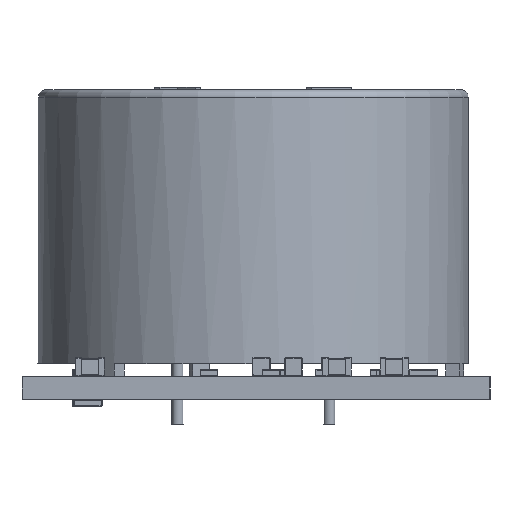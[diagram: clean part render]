
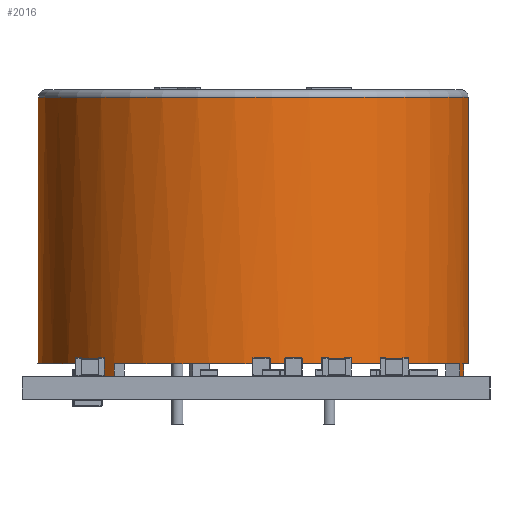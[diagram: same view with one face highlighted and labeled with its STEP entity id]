
A CAD part, left-side view. The second image highlights one B-rep face of the part: STEP entity #2016.
In plain terms, the highlighted cylindrical face has radius 15.1 mm (diameter 30.2 mm), a full revolution.
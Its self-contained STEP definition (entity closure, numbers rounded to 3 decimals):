
#1987 = VERTEX_POINT('',#1988);
#1988 = CARTESIAN_POINT('',(0.002,9.31,-15.101));
#1995 = EDGE_CURVE('',#1987,#1996,#1998,.T.);
#1996 = VERTEX_POINT('',#1997);
#1997 = CARTESIAN_POINT('',(-15.098,9.31,-0.001));
#1998 = CIRCLE('',#1999,15.1);
#1999 = AXIS2_PLACEMENT_3D('',#2000,#2001,#2002);
#2000 = CARTESIAN_POINT('',(0.002,9.31,-0.001));
#2001 = DIRECTION('',(-0.,1.,0.));
#2002 = DIRECTION('',(1.,0.,0.));
#2004 = EDGE_CURVE('',#1996,#1987,#2005,.T.);
#2005 = CIRCLE('',#2006,15.1);
#2006 = AXIS2_PLACEMENT_3D('',#2007,#2008,#2009);
#2007 = CARTESIAN_POINT('',(0.002,9.31,-0.001));
#2008 = DIRECTION('',(-0.,1.,0.));
#2009 = DIRECTION('',(1.,0.,0.));
#2016 = ADVANCED_FACE('',(#2017),#2139,.T.);
#2017 = FACE_BOUND('',#2018,.T.);
#2018 = EDGE_LOOP('',(#2019,#2020,#2028,#2037,#2045,#2054,#2062,#2071,
    #2079,#2088,#2096,#2105,#2113,#2122,#2130,#2137,#2138));
#2019 = ORIENTED_EDGE('',*,*,#2004,.F.);
#2020 = ORIENTED_EDGE('',*,*,#2021,.T.);
#2021 = EDGE_CURVE('',#1996,#2022,#2024,.T.);
#2022 = VERTEX_POINT('',#2023);
#2023 = CARTESIAN_POINT('',(-15.098,-10.24,-0.001));
#2024 = LINE('',#2025,#2026);
#2025 = CARTESIAN_POINT('',(-15.098,7.86,-0.001));
#2026 = VECTOR('',#2027,1.);
#2027 = DIRECTION('',(0.,-1.,0.));
#2028 = ORIENTED_EDGE('',*,*,#2029,.F.);
#2029 = EDGE_CURVE('',#2030,#2022,#2032,.T.);
#2030 = VERTEX_POINT('',#2031);
#2031 = CARTESIAN_POINT('',(-15.046,-10.24,1.249));
#2032 = CIRCLE('',#2033,15.1);
#2033 = AXIS2_PLACEMENT_3D('',#2034,#2035,#2036);
#2034 = CARTESIAN_POINT('',(0.002,-10.24,
    -0.001));
#2035 = DIRECTION('',(0.,-1.,0.));
#2036 = DIRECTION('',(-0.997,0.,0.083));
#2037 = ORIENTED_EDGE('',*,*,#2038,.F.);
#2038 = EDGE_CURVE('',#2039,#2030,#2041,.T.);
#2039 = VERTEX_POINT('',#2040);
#2040 = CARTESIAN_POINT('',(-15.046,-9.34,1.249));
#2041 = LINE('',#2042,#2043);
#2042 = CARTESIAN_POINT('',(-15.046,-9.34,1.249));
#2043 = VECTOR('',#2044,1.);
#2044 = DIRECTION('',(0.,-1.,0.));
#2045 = ORIENTED_EDGE('',*,*,#2046,.F.);
#2046 = EDGE_CURVE('',#2047,#2039,#2049,.T.);
#2047 = VERTEX_POINT('',#2048);
#2048 = CARTESIAN_POINT('',(7.08,-9.34,13.338));
#2049 = CIRCLE('',#2050,15.1);
#2050 = AXIS2_PLACEMENT_3D('',#2051,#2052,#2053);
#2051 = CARTESIAN_POINT('',(0.002,-9.34,-0.001));
#2052 = DIRECTION('',(0.,-1.,0.));
#2053 = DIRECTION('',(-1.,0.,0.));
#2054 = ORIENTED_EDGE('',*,*,#2055,.T.);
#2055 = EDGE_CURVE('',#2047,#2056,#2058,.T.);
#2056 = VERTEX_POINT('',#2057);
#2057 = CARTESIAN_POINT('',(7.08,-10.24,13.338));
#2058 = LINE('',#2059,#2060);
#2059 = CARTESIAN_POINT('',(7.08,-9.34,13.338));
#2060 = VECTOR('',#2061,1.);
#2061 = DIRECTION('',(0.,-1.,0.));
#2062 = ORIENTED_EDGE('',*,*,#2063,.F.);
#2063 = EDGE_CURVE('',#2064,#2056,#2066,.T.);
#2064 = VERTEX_POINT('',#2065);
#2065 = CARTESIAN_POINT('',(8.015,-10.24,12.798));
#2066 = CIRCLE('',#2067,15.1);
#2067 = AXIS2_PLACEMENT_3D('',#2068,#2069,#2070);
#2068 = CARTESIAN_POINT('',(0.002,-10.24,
    -0.001));
#2069 = DIRECTION('',(0.,-1.,0.));
#2070 = DIRECTION('',(0.531,0.,0.848));
#2071 = ORIENTED_EDGE('',*,*,#2072,.F.);
#2072 = EDGE_CURVE('',#2073,#2064,#2075,.T.);
#2073 = VERTEX_POINT('',#2074);
#2074 = CARTESIAN_POINT('',(8.015,-9.34,12.798));
#2075 = LINE('',#2076,#2077);
#2076 = CARTESIAN_POINT('',(8.015,-9.34,12.798));
#2077 = VECTOR('',#2078,1.);
#2078 = DIRECTION('',(0.,-1.,0.));
#2079 = ORIENTED_EDGE('',*,*,#2080,.F.);
#2080 = EDGE_CURVE('',#2081,#2073,#2083,.T.);
#2081 = VERTEX_POINT('',#2082);
#2082 = CARTESIAN_POINT('',(8.087,-9.34,-12.754));
#2083 = CIRCLE('',#2084,15.1);
#2084 = AXIS2_PLACEMENT_3D('',#2085,#2086,#2087);
#2085 = CARTESIAN_POINT('',(0.002,-9.34,-0.001));
#2086 = DIRECTION('',(0.,-1.,0.));
#2087 = DIRECTION('',(-1.,0.,0.));
#2088 = ORIENTED_EDGE('',*,*,#2089,.T.);
#2089 = EDGE_CURVE('',#2081,#2090,#2092,.T.);
#2090 = VERTEX_POINT('',#2091);
#2091 = CARTESIAN_POINT('',(8.087,-10.24,-12.754));
#2092 = LINE('',#2093,#2094);
#2093 = CARTESIAN_POINT('',(8.087,-9.34,-12.754));
#2094 = VECTOR('',#2095,1.);
#2095 = DIRECTION('',(0.,-1.,0.));
#2096 = ORIENTED_EDGE('',*,*,#2097,.F.);
#2097 = EDGE_CURVE('',#2098,#2090,#2100,.T.);
#2098 = VERTEX_POINT('',#2099);
#2099 = CARTESIAN_POINT('',(7.004,-10.24,-13.379));
#2100 = CIRCLE('',#2101,15.1);
#2101 = AXIS2_PLACEMENT_3D('',#2102,#2103,#2104);
#2102 = CARTESIAN_POINT('',(0.002,-10.24,-0.001));
#2103 = DIRECTION('',(0.,-1.,0.));
#2104 = DIRECTION('',(1.,0.,0.));
#2105 = ORIENTED_EDGE('',*,*,#2106,.F.);
#2106 = EDGE_CURVE('',#2107,#2098,#2109,.T.);
#2107 = VERTEX_POINT('',#2108);
#2108 = CARTESIAN_POINT('',(7.004,-9.34,-13.379));
#2109 = LINE('',#2110,#2111);
#2110 = CARTESIAN_POINT('',(7.004,-9.34,-13.379));
#2111 = VECTOR('',#2112,1.);
#2112 = DIRECTION('',(0.,-1.,0.));
#2113 = ORIENTED_EDGE('',*,*,#2114,.F.);
#2114 = EDGE_CURVE('',#2115,#2107,#2117,.T.);
#2115 = VERTEX_POINT('',#2116);
#2116 = CARTESIAN_POINT('',(-15.046,-9.34,-1.251));
#2117 = CIRCLE('',#2118,15.1);
#2118 = AXIS2_PLACEMENT_3D('',#2119,#2120,#2121);
#2119 = CARTESIAN_POINT('',(0.002,-9.34,-0.001));
#2120 = DIRECTION('',(0.,-1.,0.));
#2121 = DIRECTION('',(-1.,0.,0.));
#2122 = ORIENTED_EDGE('',*,*,#2123,.T.);
#2123 = EDGE_CURVE('',#2115,#2124,#2126,.T.);
#2124 = VERTEX_POINT('',#2125);
#2125 = CARTESIAN_POINT('',(-15.046,-10.24,-1.251));
#2126 = LINE('',#2127,#2128);
#2127 = CARTESIAN_POINT('',(-15.046,-9.34,-1.251));
#2128 = VECTOR('',#2129,1.);
#2129 = DIRECTION('',(0.,-1.,0.));
#2130 = ORIENTED_EDGE('',*,*,#2131,.F.);
#2131 = EDGE_CURVE('',#2022,#2124,#2132,.T.);
#2132 = CIRCLE('',#2133,15.1);
#2133 = AXIS2_PLACEMENT_3D('',#2134,#2135,#2136);
#2134 = CARTESIAN_POINT('',(0.002,-10.24,
    -0.001));
#2135 = DIRECTION('',(0.,-1.,0.));
#2136 = DIRECTION('',(-0.997,0.,0.083));
#2137 = ORIENTED_EDGE('',*,*,#2021,.F.);
#2138 = ORIENTED_EDGE('',*,*,#1995,.F.);
#2139 = CYLINDRICAL_SURFACE('',#2140,15.1);
#2140 = AXIS2_PLACEMENT_3D('',#2141,#2142,#2143);
#2141 = CARTESIAN_POINT('',(0.002,7.86,-0.001));
#2142 = DIRECTION('',(0.,1.,0.));
#2143 = DIRECTION('',(1.,0.,0.));
